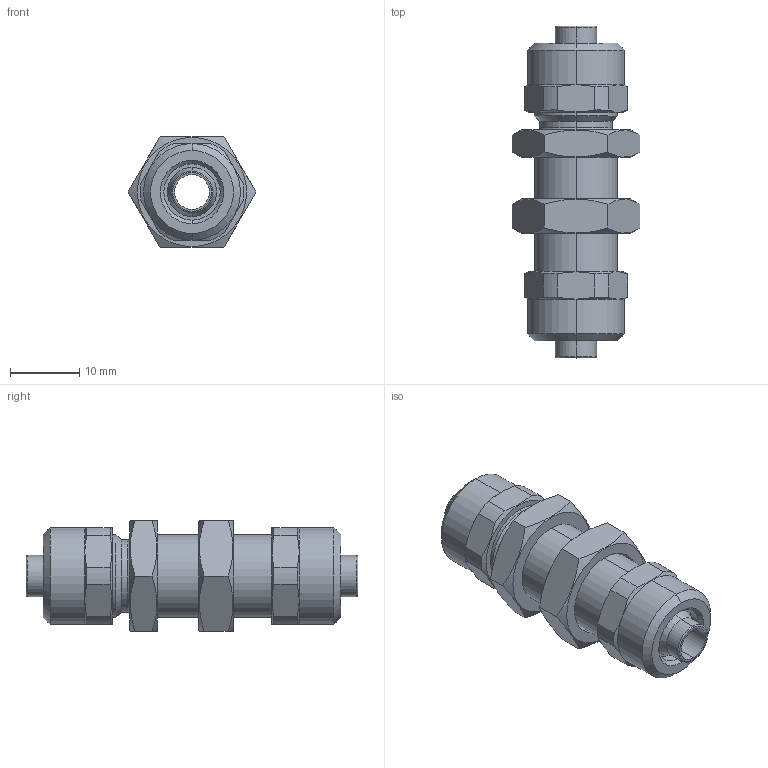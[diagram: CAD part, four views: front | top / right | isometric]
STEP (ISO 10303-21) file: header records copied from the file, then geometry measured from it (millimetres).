
FILE_DESCRIPTION (( 'STEP AP203' ), '1' );
FILE_NAME ('02050040.STEP', '2011-09-20T06:54:33', ( '' ), ( 'sopra-pneumatic' ), 'SwSTEP 2.0', 'SolidWorks 2011', '' );
FILE_SCHEMA (( 'CONFIG_CONTROL_DESIGN' ));
Length unit declared in the file: millimetre
Products named in the file (1): 02050040
Bounding box: 18.48 x 48 x 16 mm (x, y, z)
Volume: 5828.9 mm3; surface area: 4017.7 mm2
Topology: 2 solids, 2 shells, 122 faces, 284 edges, 174 vertices
Faces by surface type: cone 42, cylinder 38, plane 36, torus 6
Entity records: 3807 total; most frequent: CARTESIAN_POINT 989, DIRECTION 578, ORIENTED_EDGE 568, EDGE_CURVE 284, AXIS2_PLACEMENT_3D 243, VERTEX_POINT 174, EDGE_LOOP 134, ADVANCED_FACE 122
